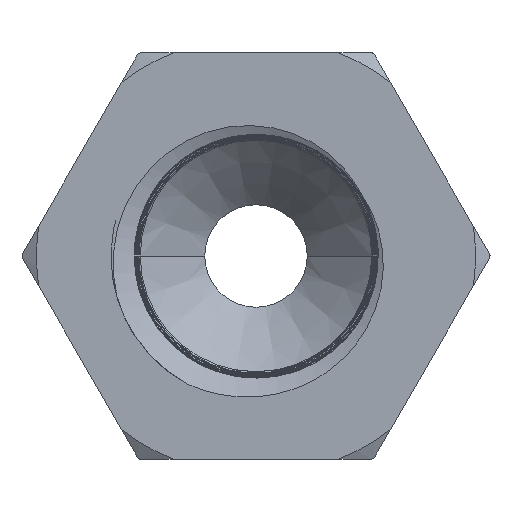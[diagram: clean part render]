
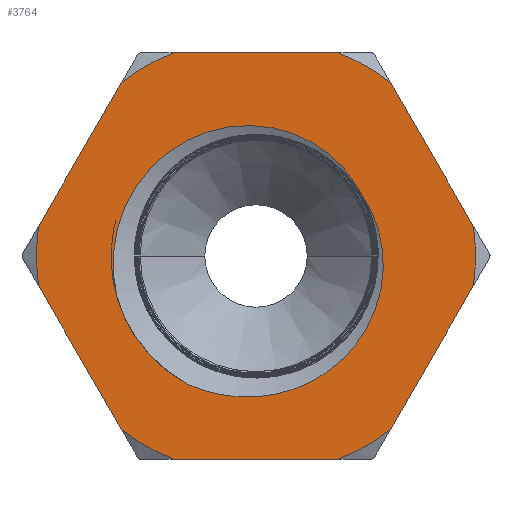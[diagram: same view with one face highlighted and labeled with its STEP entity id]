
A CAD part, left-side view. The second image highlights one B-rep face of the part: STEP entity #3764.
In plain terms, the highlighted planar face has unit normal (-1, 0, 0).
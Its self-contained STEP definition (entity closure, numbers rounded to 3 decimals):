
#121=DIRECTION('',(0.,-0.5,0.866));
#122=VECTOR('',#121,7.771);
#123=CARTESIAN_POINT('',(0.,10.192,1.398));
#124=LINE('',#123,#122);
#125=CARTESIAN_POINT('',(0.,0.,0.));
#126=DIRECTION('',(-1.,0.,0.));
#127=DIRECTION('',(0.,0.378,0.926));
#128=AXIS2_PLACEMENT_3D('',#125,#126,#127);
#130=DIRECTION('',(0.,-1.,0.));
#131=VECTOR('',#130,7.771);
#132=CARTESIAN_POINT('',(0.,3.885,9.525));
#133=LINE('',#132,#131);
#134=CARTESIAN_POINT('',(0.,0.,0.));
#135=DIRECTION('',(-1.,0.,0.));
#136=DIRECTION('',(0.,-0.613,0.79));
#137=AXIS2_PLACEMENT_3D('',#134,#135,#136);
#139=DIRECTION('',(0.,-0.5,-0.866));
#140=VECTOR('',#139,7.771);
#141=CARTESIAN_POINT('',(0.,-6.306,8.127));
#142=LINE('',#141,#140);
#143=DIRECTION('',(0.,0.5,-0.866));
#144=VECTOR('',#143,7.771);
#145=CARTESIAN_POINT('',(0.,-10.192,-1.398));
#146=LINE('',#145,#144);
#147=CARTESIAN_POINT('',(0.,0.,0.));
#148=DIRECTION('',(-1.,0.,0.));
#149=DIRECTION('',(0.,-0.378,-0.926));
#150=AXIS2_PLACEMENT_3D('',#147,#148,#149);
#152=DIRECTION('',(0.,1.,0.));
#153=VECTOR('',#152,7.771);
#154=CARTESIAN_POINT('',(0.,-3.885,-9.525));
#155=LINE('',#154,#153);
#156=CARTESIAN_POINT('',(0.,0.,0.));
#157=DIRECTION('',(-1.,0.,0.));
#158=DIRECTION('',(0.,0.613,-0.79));
#159=AXIS2_PLACEMENT_3D('',#156,#157,#158);
#161=DIRECTION('',(0.,0.5,0.866));
#162=VECTOR('',#161,7.771);
#163=CARTESIAN_POINT('',(0.,6.306,-8.127));
#164=LINE('',#163,#162);
#165=CARTESIAN_POINT('',(0.,-4.953,
2.889));
#166=CARTESIAN_POINT('',(0.,-5.114,
2.654));
#167=CARTESIAN_POINT('',(0.,-5.396,2.168));
#168=CARTESIAN_POINT('',(0.,-5.713,1.373));
#169=CARTESIAN_POINT('',(0.,-5.908,0.553));
#170=CARTESIAN_POINT('',(0.,-5.985,-0.28));
#171=CARTESIAN_POINT('',(0.,-5.945,-1.131));
#172=CARTESIAN_POINT('',(0.,-5.775,-2.014));
#173=CARTESIAN_POINT('',(0.,-5.449,-2.923));
#174=CARTESIAN_POINT('',(0.,-4.961,-3.802));
#175=CARTESIAN_POINT('',(0.,-4.343,-4.586));
#176=CARTESIAN_POINT('',(0.,-3.607,-5.263));
#177=CARTESIAN_POINT('',(0.,-2.775,-5.817));
#178=CARTESIAN_POINT('',(0.,-1.854,-6.241));
#179=CARTESIAN_POINT('',(0.,-0.864,-6.518));
#180=CARTESIAN_POINT('',(0.,0.153,-6.638));
#181=CARTESIAN_POINT('',(0.,1.197,-6.597));
#182=CARTESIAN_POINT('',(0.,2.217,-6.395));
#183=CARTESIAN_POINT('',(0.,2.875,-6.156));
#184=CARTESIAN_POINT('',(0.,3.198,-6.008));
#186=CARTESIAN_POINT('',(0.,0.,0.));
#187=DIRECTION('',(-1.,0.,0.));
#188=DIRECTION('',(0.,-0.864,0.504));
#189=AXIS2_PLACEMENT_3D('',#186,#187,#188);
#191=CARTESIAN_POINT('',(0.,6.493,-2.022));
#192=CARTESIAN_POINT('',(0.,6.582,-1.668));
#193=CARTESIAN_POINT('',(0.,6.702,-0.959));
#194=CARTESIAN_POINT('',(0.,6.709,0.127));
#195=CARTESIAN_POINT('',(0.,6.542,1.192));
#196=CARTESIAN_POINT('',(0.,6.212,2.202));
#197=CARTESIAN_POINT('',(0.,5.72,3.149));
#198=CARTESIAN_POINT('',(0.,5.094,3.989));
#199=CARTESIAN_POINT('',(0.,4.337,4.719));
#200=CARTESIAN_POINT('',(0.,3.483,5.307));
#201=CARTESIAN_POINT('',(0.,2.555,5.745));
#202=CARTESIAN_POINT('',(0.,1.569,6.026));
#203=CARTESIAN_POINT('',(0.,0.551,6.142));
#204=CARTESIAN_POINT('',(0.,-0.477,6.085));
#205=CARTESIAN_POINT('',(0.,-1.426,5.869));
#206=CARTESIAN_POINT('',(0.,-2.28,5.53));
#207=CARTESIAN_POINT('',(0.,-3.045,5.083));
#208=CARTESIAN_POINT('',(0.,-3.733,4.531));
#209=CARTESIAN_POINT('',(0.,-4.337,3.872));
#210=CARTESIAN_POINT('',(0.,-4.665,3.381));
#211=CARTESIAN_POINT('',(0.,-4.811,3.12));
#213=CARTESIAN_POINT('',(0.,3.198,-6.008));
#214=CARTESIAN_POINT('',(0.,3.4,-5.9));
#215=CARTESIAN_POINT('',(0.,3.79,-5.666));
#216=CARTESIAN_POINT('',(0.,4.335,-5.26));
#217=CARTESIAN_POINT('',(0.,4.838,-4.801));
#218=CARTESIAN_POINT('',(0.,5.314,-4.269));
#219=CARTESIAN_POINT('',(0.,5.761,-3.647));
#220=CARTESIAN_POINT('',(0.,6.175,-2.898));
#221=CARTESIAN_POINT('',(0.,6.398,-2.328));
#222=CARTESIAN_POINT('',(0.,6.493,-2.022));
#238=CARTESIAN_POINT('',(0.,0.,0.));
#239=DIRECTION('',(-1.,0.,0.));
#240=DIRECTION('',(0.,0.991,0.136));
#241=AXIS2_PLACEMENT_3D('',#238,#239,#240);
#264=CARTESIAN_POINT('',(0.,0.,0.));
#265=DIRECTION('',(-1.,0.,0.));
#266=DIRECTION('',(0.,-0.991,-0.136));
#267=AXIS2_PLACEMENT_3D('',#264,#265,#266);
#3494=CARTESIAN_POINT('',(0.,6.306,-8.127));
#3495=CARTESIAN_POINT('',(0.,3.885,-9.525));
#3496=VERTEX_POINT('',#3494);
#3497=VERTEX_POINT('',#3495);
#3498=CARTESIAN_POINT('',(0.,-3.885,-9.525));
#3499=CARTESIAN_POINT('',(0.,-6.306,-8.127));
#3500=VERTEX_POINT('',#3498);
#3501=VERTEX_POINT('',#3499);
#3502=CARTESIAN_POINT('',(0.,-6.306,8.127));
#3503=CARTESIAN_POINT('',(0.,-3.885,9.525));
#3504=VERTEX_POINT('',#3502);
#3505=VERTEX_POINT('',#3503);
#3506=CARTESIAN_POINT('',(0.,3.885,9.525));
#3507=CARTESIAN_POINT('',(0.,6.306,8.127));
#3508=VERTEX_POINT('',#3506);
#3509=VERTEX_POINT('',#3507);
#3526=CARTESIAN_POINT('',(0.,10.192,-1.398));
#3527=VERTEX_POINT('',#3526);
#3528=CARTESIAN_POINT('',(0.,10.192,1.398));
#3529=VERTEX_POINT('',#3528);
#3530=CARTESIAN_POINT('',(0.,-10.192,1.398));
#3531=VERTEX_POINT('',#3530);
#3532=CARTESIAN_POINT('',(0.,-10.192,-1.398));
#3533=VERTEX_POINT('',#3532);
#3580=VERTEX_POINT('',#165);
#3581=VERTEX_POINT('',#184);
#3582=VERTEX_POINT('',#222);
#3583=VERTEX_POINT('',#211);
#3723=CARTESIAN_POINT('',(0.,0.,0.));
#3724=DIRECTION('',(1.,0.,0.));
#3725=DIRECTION('',(0.,0.,-1.));
#3726=AXIS2_PLACEMENT_3D('',#3723,#3724,#3725);
#3727=PLANE('',#3726);
#3729=ORIENTED_EDGE('',*,*,#3728,.F.);
#3731=ORIENTED_EDGE('',*,*,#3730,.T.);
#3733=ORIENTED_EDGE('',*,*,#3732,.F.);
#3735=ORIENTED_EDGE('',*,*,#3734,.T.);
#3737=ORIENTED_EDGE('',*,*,#3736,.F.);
#3739=ORIENTED_EDGE('',*,*,#3738,.T.);
#3741=ORIENTED_EDGE('',*,*,#3740,.F.);
#3743=ORIENTED_EDGE('',*,*,#3742,.T.);
#3745=ORIENTED_EDGE('',*,*,#3744,.F.);
#3747=ORIENTED_EDGE('',*,*,#3746,.T.);
#3749=ORIENTED_EDGE('',*,*,#3748,.F.);
#3751=ORIENTED_EDGE('',*,*,#3750,.T.);
#3752=EDGE_LOOP('',(#3729,#3731,#3733,#3735,#3737,#3739,#3741,#3743,#3745,#3747,
#3749,#3751));
#3753=FACE_OUTER_BOUND('',#3752,.F.);
#3755=ORIENTED_EDGE('',*,*,#3754,.F.);
#3757=ORIENTED_EDGE('',*,*,#3756,.T.);
#3759=ORIENTED_EDGE('',*,*,#3758,.F.);
#3761=ORIENTED_EDGE('',*,*,#3760,.F.);
#3762=EDGE_LOOP('',(#3755,#3757,#3759,#3761));
#3763=FACE_BOUND('',#3762,.F.);
#129=CIRCLE('',#128,10.287);
#138=CIRCLE('',#137,10.287);
#151=CIRCLE('',#150,10.287);
#160=CIRCLE('',#159,10.287);
#185=B_SPLINE_CURVE_WITH_KNOTS('',3,(#165,#166,#167,#168,#169,#170,#171,#172,
#173,#174,#175,#176,#177,#178,#179,#180,#181,#182,#183,#184),.UNSPECIFIED.,.F.,
.F.,(4,1,1,1,1,1,1,1,1,1,1,1,1,1,1,1,1,4),(0.,0.059,
0.118,0.176,0.235,0.294,
0.353,0.412,0.471,0.529,
0.588,0.647,0.706,0.765,
0.824,0.882,0.941,1.),.UNSPECIFIED.);
#190=CIRCLE('',#189,5.734);
#212=B_SPLINE_CURVE_WITH_KNOTS('',3,(#191,#192,#193,#194,#195,#196,#197,#198,
#199,#200,#201,#202,#203,#204,#205,#206,#207,#208,#209,#210,#211),.UNSPECIFIED.,
.F.,.F.,(4,1,1,1,1,1,1,1,1,1,1,1,1,1,1,1,1,1,4),(0.,0.056,
0.111,0.167,0.222,0.278,
0.333,0.389,0.444,0.5,0.556,
0.611,0.667,0.722,0.778,
0.833,0.889,0.944,1.),.UNSPECIFIED.);
#223=B_SPLINE_CURVE_WITH_KNOTS('',3,(#213,#214,#215,#216,#217,#218,#219,#220,
#221,#222),.UNSPECIFIED.,.F.,.F.,(4,1,1,1,1,1,1,4),(0.,0.143,
0.286,0.429,0.571,0.714,
0.857,1.),.UNSPECIFIED.);
#242=CIRCLE('',#241,10.287);
#268=CIRCLE('',#267,10.287);
#3728=EDGE_CURVE('',#3529,#3527,#242,.T.);
#3730=EDGE_CURVE('',#3529,#3509,#124,.T.);
#3732=EDGE_CURVE('',#3508,#3509,#129,.T.);
#3734=EDGE_CURVE('',#3508,#3505,#133,.T.);
#3736=EDGE_CURVE('',#3504,#3505,#138,.T.);
#3738=EDGE_CURVE('',#3504,#3531,#142,.T.);
#3740=EDGE_CURVE('',#3533,#3531,#268,.T.);
#3742=EDGE_CURVE('',#3533,#3501,#146,.T.);
#3744=EDGE_CURVE('',#3500,#3501,#151,.T.);
#3746=EDGE_CURVE('',#3500,#3497,#155,.T.);
#3748=EDGE_CURVE('',#3496,#3497,#160,.T.);
#3750=EDGE_CURVE('',#3496,#3527,#164,.T.);
#3754=EDGE_CURVE('',#3580,#3581,#185,.T.);
#3756=EDGE_CURVE('',#3580,#3583,#190,.T.);
#3758=EDGE_CURVE('',#3582,#3583,#212,.T.);
#3760=EDGE_CURVE('',#3581,#3582,#223,.T.);
#3764=ADVANCED_FACE('',(#3753,#3763),#3727,.F.);
